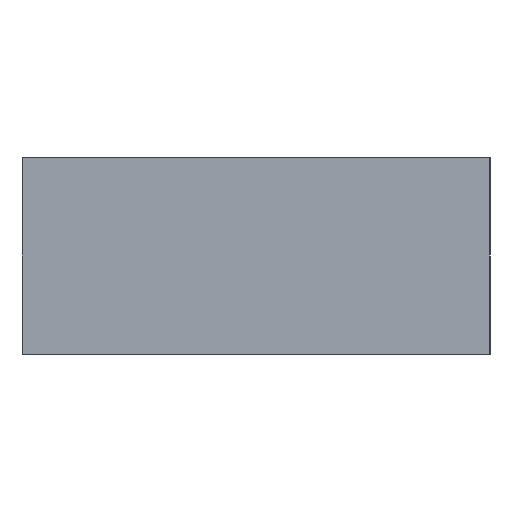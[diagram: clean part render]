
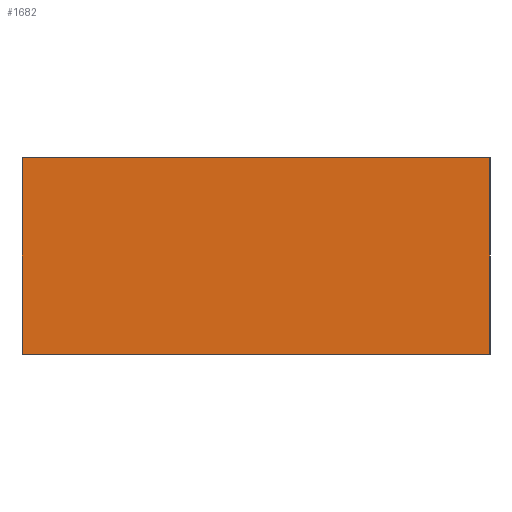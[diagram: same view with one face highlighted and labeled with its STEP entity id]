
A CAD part, left-side view. The second image highlights one B-rep face of the part: STEP entity #1682.
In plain terms, the highlighted planar face has unit normal (-1, 0, 0).
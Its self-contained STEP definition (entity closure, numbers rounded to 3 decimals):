
#187=PLANE('',#1821);
#232=FACE_OUTER_BOUND('',#333,.T.);
#333=EDGE_LOOP('',(#1241,#1242,#1243,#1244));
#458=LINE('',#2336,#570);
#462=LINE('',#2345,#574);
#469=LINE('',#2356,#581);
#471=LINE('',#2359,#583);
#570=VECTOR('',#2008,10.);
#574=VECTOR('',#2014,10.);
#581=VECTOR('',#2025,10.);
#583=VECTOR('',#2029,10.);
#734=VERTEX_POINT('',#2334);
#735=VERTEX_POINT('',#2335);
#738=VERTEX_POINT('',#2343);
#739=VERTEX_POINT('',#2344);
#920=EDGE_CURVE('',#734,#735,#458,.T.);
#924=EDGE_CURVE('',#738,#739,#462,.T.);
#931=EDGE_CURVE('',#734,#738,#469,.T.);
#933=EDGE_CURVE('',#739,#735,#471,.T.);
#1241=ORIENTED_EDGE('',*,*,#924,.T.);
#1242=ORIENTED_EDGE('',*,*,#933,.T.);
#1243=ORIENTED_EDGE('',*,*,#920,.F.);
#1244=ORIENTED_EDGE('',*,*,#931,.T.);
#1682=ADVANCED_FACE('',(#232),#187,.T.);
#1821=AXIS2_PLACEMENT_3D('',#2358,#2027,#2028);
#2008=DIRECTION('',(0.,1.,0.));
#2014=DIRECTION('',(0.,1.,0.));
#2025=DIRECTION('',(0.,0.,1.));
#2027=DIRECTION('center_axis',(-1.,0.,0.));
#2028=DIRECTION('ref_axis',(0.,-1.,0.));
#2029=DIRECTION('',(0.,0.,-1.));
#2334=CARTESIAN_POINT('',(0.,0.,-4.));
#2335=CARTESIAN_POINT('',(0.,88.,-4.));
#2336=CARTESIAN_POINT('',(0.,88.,-4.));
#2343=CARTESIAN_POINT('',(0.,0.,33.));
#2344=CARTESIAN_POINT('',(0.,88.,33.));
#2345=CARTESIAN_POINT('',(0.,66.,33.));
#2356=CARTESIAN_POINT('',(0.,0.,0.));
#2358=CARTESIAN_POINT('Origin',(0.,88.,0.));
#2359=CARTESIAN_POINT('',(0.,88.,0.));
